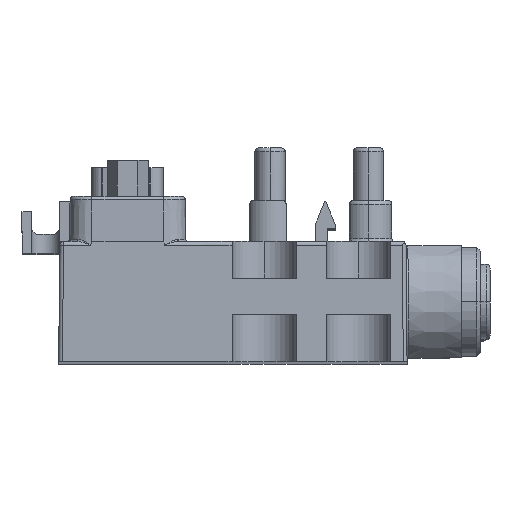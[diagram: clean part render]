
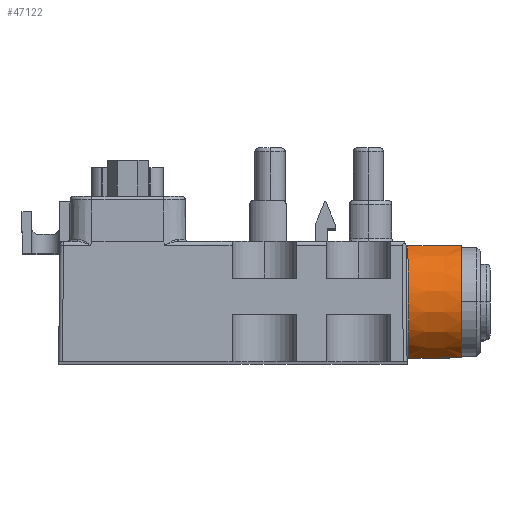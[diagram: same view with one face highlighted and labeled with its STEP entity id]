
A CAD part, top view. The second image highlights one B-rep face of the part: STEP entity #47122.
In plain terms, the highlighted conical face has half-angle 0.5 degrees and reference radius 8 mm.
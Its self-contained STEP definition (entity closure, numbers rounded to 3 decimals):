
#4339 = CARTESIAN_POINT ( 'NONE',  ( 46.266, 13.792, 153.799 ) ) ;
#4565 = CARTESIAN_POINT ( 'NONE',  ( 46.332, 6.385, 156.112 ) ) ;
#4803 = CARTESIAN_POINT ( 'NONE',  ( 46.384, 0.646, 151.436 ) ) ;
#7222 = AXIS2_PLACEMENT_3D ( 'NONE', #62885, #29853, #68374 ) ;
#7453 = CARTESIAN_POINT ( 'NONE',  ( 46.385, 0.503, 151.053 ) ) ;
#9891 = CARTESIAN_POINT ( 'NONE',  ( 46.274, 12.895, 154.607 ) ) ;
#10131 = CARTESIAN_POINT ( 'NONE',  ( 46.343, 5.224, 155.78 ) ) ;
#10415 = ORIENTED_EDGE ( 'NONE', *, *, #43481, .F. ) ;
#15181 = CARTESIAN_POINT ( 'NONE',  ( 46.251, 15.356, 151.436 ) ) ;
#15413 = CARTESIAN_POINT ( 'NONE',  ( 46.283, 11.875, 155.277 ) ) ;
#15638 = CARTESIAN_POINT ( 'NONE',  ( 46.353, 4.114, 155.271 ) ) ;
#15924 = CARTESIAN_POINT ( 'NONE',  ( 46., 8., 148.269 ) ) ;
#20935 = CARTESIAN_POINT ( 'NONE',  ( 46.293, 10.776, 155.781 ) ) ;
#21176 = CARTESIAN_POINT ( 'NONE',  ( 46.362, 3.105, 154.606 ) ) ;
#21201 = CARTESIAN_POINT ( 'NONE',  ( 46.25, 15.498, 151.053 ) ) ;
#22274 = FACE_OUTER_BOUND ( 'NONE', #46148, .T. ) ;
#25010 = VERTEX_POINT ( 'NONE', #61833 ) ;
#25141 = AXIS2_PLACEMENT_3D ( 'NONE', #15924, #60019, #48973 ) ;
#26143 = CIRCLE ( 'NONE', #7222, 7.936 ) ;
#26178 = ORIENTED_EDGE ( 'NONE', *, *, #27379, .T. ) ;
#26454 = CARTESIAN_POINT ( 'NONE',  ( 46.303, 9.604, 156.115 ) ) ;
#26709 = CARTESIAN_POINT ( 'NONE',  ( 46.37, 2.202, 153.792 ) ) ;
#27136 = CARTESIAN_POINT ( 'NONE',  ( 53.35, 0.564, 151.042 ) ) ;
#27379 = EDGE_CURVE ( 'NONE', #42337, #25010, #33285, .T. ) ;
#27790 = CARTESIAN_POINT ( 'NONE',  ( 46.385, 0.503, 151.053 ) ) ;
#27933 = VERTEX_POINT ( 'NONE', #27136 ) ;
#29853 = DIRECTION ( 'NONE',  ( 1., 0., 0. ) ) ;
#31334 = CARTESIAN_POINT ( 'NONE',  ( 46.25, 15.498, 151.053 ) ) ;
#31796 = CARTESIAN_POINT ( 'NONE',  ( 46.257, 14.789, 152.516 ) ) ;
#32044 = CARTESIAN_POINT ( 'NONE',  ( 46.314, 8.402, 156.267 ) ) ;
#32277 = CARTESIAN_POINT ( 'NONE',  ( 46.377, 1.434, 152.852 ) ) ;
#33285 = B_SPLINE_CURVE_WITH_KNOTS ( 'NONE', 3,
 ( #70604, #37589, #54236, #21201 ),
 .UNSPECIFIED., .F., .F.,
 ( 4, 4 ),
 ( 0., 0.007 ),
 .UNSPECIFIED. ) ;
#34890 = CARTESIAN_POINT ( 'NONE',  ( 53.35, 0.564, 151.042 ) ) ;
#35242 = CONICAL_SURFACE ( 'NONE', #25141, 8., 0.009 ) ;
#35398 = ORIENTED_EDGE ( 'NONE', *, *, #54384, .F. ) ;
#37308 = CARTESIAN_POINT ( 'NONE',  ( 46.263, 14.065, 153.498 ) ) ;
#37465 = CARTESIAN_POINT ( 'NONE',  ( 53.35, 15.436, 151.042 ) ) ;
#37559 = CARTESIAN_POINT ( 'NONE',  ( 46.325, 7.187, 156.236 ) ) ;
#37589 = CARTESIAN_POINT ( 'NONE',  ( 50.983, 15.457, 151.045 ) ) ;
#37787 = CARTESIAN_POINT ( 'NONE',  ( 46.382, 0.818, 151.808 ) ) ;
#40409 = CARTESIAN_POINT ( 'NONE',  ( 48.707, 0.524, 151.049 ) ) ;
#42337 = VERTEX_POINT ( 'NONE', #37465 ) ;
#42865 = CARTESIAN_POINT ( 'NONE',  ( 46.271, 13.207, 154.353 ) ) ;
#43101 = CARTESIAN_POINT ( 'NONE',  ( 46.336, 5.992, 156.021 ) ) ;
#43329 = CARTESIAN_POINT ( 'NONE',  ( 46.385, 0.503, 151.053 ) ) ;
#43481 = EDGE_CURVE ( 'NONE', #27933, #46567, #47351, .T. ) ;
#46148 = EDGE_LOOP ( 'NONE', ( #26178, #67279, #10415, #35398 ) ) ;
#46567 = VERTEX_POINT ( 'NONE', #27790 ) ;
#47122 = ADVANCED_FACE ( 'NONE', ( #22274 ), #35242, .T. ) ;
#47351 = B_SPLINE_CURVE_WITH_KNOTS ( 'NONE', 3,
 ( #34890, #67881, #40409, #7453 ),
 .UNSPECIFIED., .F., .F.,
 ( 4, 4 ),
 ( 0., 0.007 ),
 .UNSPECIFIED. ) ;
#48436 = CARTESIAN_POINT ( 'NONE',  ( 46.28, 12.228, 155.07 ) ) ;
#48684 = CARTESIAN_POINT ( 'NONE',  ( 46.346, 4.847, 155.63 ) ) ;
#48973 = DIRECTION ( 'NONE',  ( 0., 0., -1. ) ) ;
#51604 = EDGE_CURVE ( 'NONE', #25010, #46567, #69337, .T. ) ;
#53964 = CARTESIAN_POINT ( 'NONE',  ( 46.289, 11.15, 155.632 ) ) ;
#54203 = CARTESIAN_POINT ( 'NONE',  ( 46.356, 3.766, 155.065 ) ) ;
#54236 = CARTESIAN_POINT ( 'NONE',  ( 48.617, 15.477, 151.049 ) ) ;
#54384 = EDGE_CURVE ( 'NONE', #42337, #27933, #26143, .T. ) ;
#59508 = CARTESIAN_POINT ( 'NONE',  ( 46.3, 10.004, 156.022 ) ) ;
#59726 = CARTESIAN_POINT ( 'NONE',  ( 46.365, 2.792, 154.351 ) ) ;
#60019 = DIRECTION ( 'NONE',  ( -1., 0., 0. ) ) ;
#61833 = CARTESIAN_POINT ( 'NONE',  ( 46.25, 15.498, 151.053 ) ) ;
#62885 = CARTESIAN_POINT ( 'NONE',  ( 53.35, 8., 148.269 ) ) ;
#64794 = CARTESIAN_POINT ( 'NONE',  ( 46.253, 15.184, 151.807 ) ) ;
#65034 = CARTESIAN_POINT ( 'NONE',  ( 46.31, 8.804, 156.236 ) ) ;
#65266 = CARTESIAN_POINT ( 'NONE',  ( 46.372, 1.928, 153.489 ) ) ;
#67279 = ORIENTED_EDGE ( 'NONE', *, *, #51604, .T. ) ;
#67881 = CARTESIAN_POINT ( 'NONE',  ( 51.028, 0.544, 151.045 ) ) ;
#68374 = DIRECTION ( 'NONE',  ( 0., 0., -1. ) ) ;
#69337 = B_SPLINE_CURVE_WITH_KNOTS ( 'NONE', 3,
 ( #31334, #15181, #64794, #31796, #70348, #37308, #4339, #42865, #9891, #48436, #15413, #53964, #20935, #59508, #26454, #65034, #32044, #70569, #37559, #4565, #43101, #10131, #48684, #15638, #54203, #21176, #59726, #26709, #65266, #32277, #70801, #37787, #4803, #43329 ),
 .UNSPECIFIED., .F., .F.,
 ( 4, 2, 2, 2, 2, 2, 2, 2, 2, 2, 2, 2, 2, 2, 2, 2, 4 ),
 ( 0., 0.001, 0.002, 0.004, 0.005, 0.006, 0.007, 0.009, 0.01, 0.011, 0.012, 0.013, 0.015, 0.016, 0.017, 0.018, 0.02 ),
 .UNSPECIFIED. ) ;
#70348 = CARTESIAN_POINT ( 'NONE',  ( 46.259, 14.566, 152.854 ) ) ;
#70569 = CARTESIAN_POINT ( 'NONE',  ( 46.321, 7.596, 156.267 ) ) ;
#70604 = CARTESIAN_POINT ( 'NONE',  ( 53.35, 15.436, 151.042 ) ) ;
#70801 = CARTESIAN_POINT ( 'NONE',  ( 46.379, 1.212, 152.516 ) ) ;
